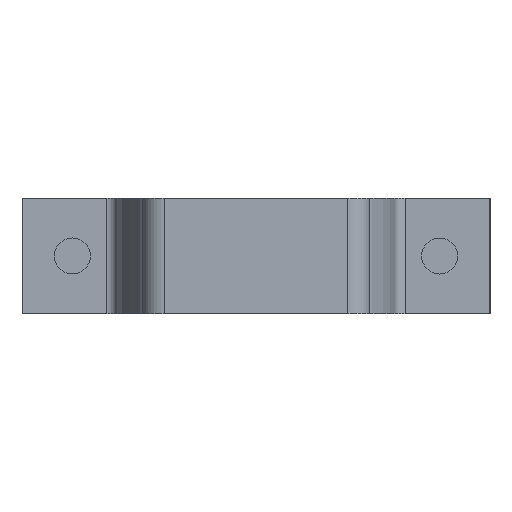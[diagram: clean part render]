
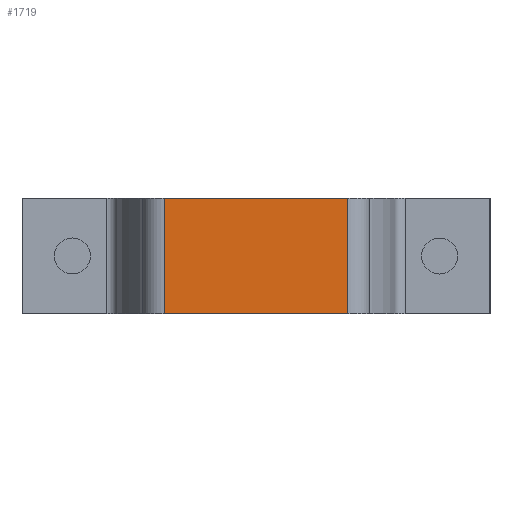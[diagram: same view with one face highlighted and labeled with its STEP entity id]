
A CAD part, front view. The second image highlights one B-rep face of the part: STEP entity #1719.
In plain terms, the highlighted planar face has unit normal (0, -1, 0).
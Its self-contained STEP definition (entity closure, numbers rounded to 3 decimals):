
#22 = DIRECTION ( 'NONE',  ( 0., 1., 0. ) ) ;
#60 = EDGE_CURVE ( 'NONE', #1453, #2595, #3034, .T. ) ;
#98 = VECTOR ( 'NONE', #1616, 1000. ) ;
#121 = VECTOR ( 'NONE', #1388, 1000. ) ;
#140 = DIRECTION ( 'NONE',  ( 0., 0., -1. ) ) ;
#201 = CARTESIAN_POINT ( 'NONE',  ( -12.75, -27.5, 8. ) ) ;
#247 = VECTOR ( 'NONE', #3103, 1000. ) ;
#421 = PLANE ( 'NONE',  #3200 ) ;
#424 = CARTESIAN_POINT ( 'NONE',  ( -12.75, -27.5, 8. ) ) ;
#437 = EDGE_CURVE ( 'NONE', #2385, #1453, #2413, .T. ) ;
#444 = EDGE_CURVE ( 'NONE', #2385, #2757, #755, .T. ) ;
#580 = CARTESIAN_POINT ( 'NONE',  ( 12.75, -27.5, 8. ) ) ;
#597 = CARTESIAN_POINT ( 'NONE',  ( 12.75, -27.5, 8. ) ) ;
#755 = LINE ( 'NONE', #3317, #247 ) ;
#871 = LINE ( 'NONE', #2451, #121 ) ;
#880 = DIRECTION ( 'NONE',  ( 0., 0., 1. ) ) ;
#1022 = VECTOR ( 'NONE', #140, 1000. ) ;
#1101 = FACE_OUTER_BOUND ( 'NONE', #1729, .T. ) ;
#1388 = DIRECTION ( 'NONE',  ( 0., 0., -1. ) ) ;
#1441 = ORIENTED_EDGE ( 'NONE', *, *, #444, .F. ) ;
#1453 = VERTEX_POINT ( 'NONE', #3329 ) ;
#1458 = CARTESIAN_POINT ( 'NONE',  ( 12.75, -27.5, -8. ) ) ;
#1616 = DIRECTION ( 'NONE',  ( 1., 0., 0. ) ) ;
#1719 = ADVANCED_FACE ( 'NONE', ( #1101 ), #421, .F. ) ;
#1729 = EDGE_LOOP ( 'NONE', ( #2561, #2766, #1441, #3091 ) ) ;
#2385 = VERTEX_POINT ( 'NONE', #201 ) ;
#2387 = CARTESIAN_POINT ( 'NONE',  ( 12.75, -27.5, -8. ) ) ;
#2413 = LINE ( 'NONE', #424, #1022 ) ;
#2451 = CARTESIAN_POINT ( 'NONE',  ( 12.75, -27.5, 8. ) ) ;
#2561 = ORIENTED_EDGE ( 'NONE', *, *, #60, .T. ) ;
#2595 = VERTEX_POINT ( 'NONE', #2387 ) ;
#2757 = VERTEX_POINT ( 'NONE', #580 ) ;
#2766 = ORIENTED_EDGE ( 'NONE', *, *, #3326, .F. ) ;
#3034 = LINE ( 'NONE', #1458, #98 ) ;
#3091 = ORIENTED_EDGE ( 'NONE', *, *, #437, .T. ) ;
#3103 = DIRECTION ( 'NONE',  ( 1., 0., 0. ) ) ;
#3200 = AXIS2_PLACEMENT_3D ( 'NONE', #597, #22, #880 ) ;
#3317 = CARTESIAN_POINT ( 'NONE',  ( 12.75, -27.5, 8. ) ) ;
#3326 = EDGE_CURVE ( 'NONE', #2757, #2595, #871, .T. ) ;
#3329 = CARTESIAN_POINT ( 'NONE',  ( -12.75, -27.5, -8. ) ) ;
